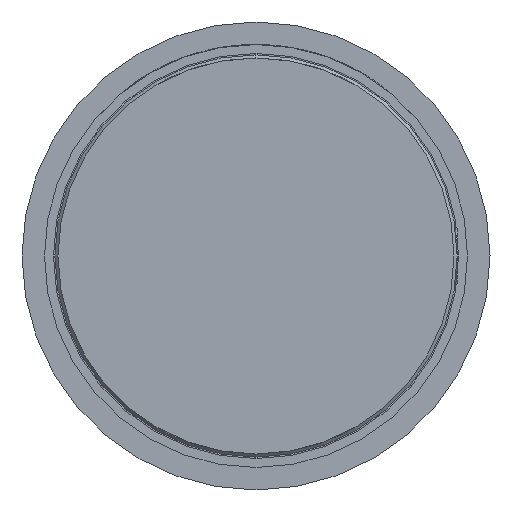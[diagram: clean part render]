
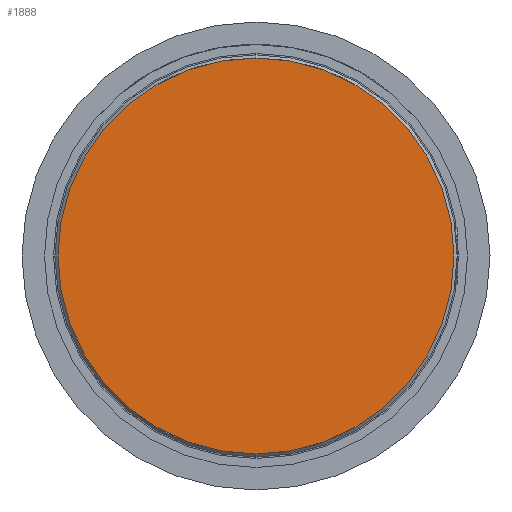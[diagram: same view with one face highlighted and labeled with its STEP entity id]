
A CAD part, front view. The second image highlights one B-rep face of the part: STEP entity #1888.
In plain terms, the highlighted planar face has unit normal (0, -1, 0).
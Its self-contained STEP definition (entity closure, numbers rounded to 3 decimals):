
#288 = CARTESIAN_POINT ( 'NONE',  ( 0., 0., 0. ) ) ;
#717 = CARTESIAN_POINT ( 'NONE',  ( 0., 0., -1.9 ) ) ;
#1291 = DIRECTION ( 'NONE',  ( 1., 0., 0. ) ) ;
#1404 = ORIENTED_EDGE ( 'NONE', *, *, #2090, .T. ) ;
#1439 = CARTESIAN_POINT ( 'NONE',  ( 0., 0., 0. ) ) ;
#1482 = DIRECTION ( 'NONE',  ( -1., 0., 0. ) ) ;
#1493 = AXIS2_PLACEMENT_3D ( 'NONE', #288, #3229, #6323 ) ;
#1888 = ADVANCED_FACE ( 'Defeature ausgef�hrt1_1', ( #3708 ), #5727, .F. ) ;
#2090 = EDGE_CURVE ( 'Defeature ausgef�hrt1_1+Defeature ausgef�hrt1_8+Defeature ausgef�hrt1_8+Defeature ausgef�hrt1_8', #4925, #3278, #2541, .T. ) ;
#2251 = DIRECTION ( 'NONE',  ( 0., 1., 0. ) ) ;
#2541 = CIRCLE ( 'NONE', #3047, 2.2 ) ;
#3047 = AXIS2_PLACEMENT_3D ( 'NONE', #1439, #6446, #1482 ) ;
#3229 = DIRECTION ( 'NONE',  ( 0., -1., 0. ) ) ;
#3278 = VERTEX_POINT ( 'NONE', #3998 ) ;
#3542 = ORIENTED_EDGE ( 'NONE', *, *, #5156, .T. ) ;
#3708 = FACE_OUTER_BOUND ( 'NONE', #5198, .T. ) ;
#3917 = CIRCLE ( 'NONE', #1493, 2.2 ) ;
#3998 = CARTESIAN_POINT ( 'NONE',  ( 2.2, 0., 0. ) ) ;
#4301 = AXIS2_PLACEMENT_3D ( 'NONE', #717, #2251, #1291 ) ;
#4925 = VERTEX_POINT ( 'NONE', #5399 ) ;
#5156 = EDGE_CURVE ( 'Defeature ausgef�hrt1_1+Defeature ausgef�hrt1_8+Defeature ausgef�hrt1_8+Defeature ausgef�hrt1_8', #3278, #4925, #3917, .T. ) ;
#5198 = EDGE_LOOP ( 'NONE', ( #1404, #3542 ) ) ;
#5399 = CARTESIAN_POINT ( 'NONE',  ( -2.2, 0., 0. ) ) ;
#5727 = PLANE ( 'NONE',  #4301 ) ;
#6323 = DIRECTION ( 'NONE',  ( -1., 0., 0. ) ) ;
#6446 = DIRECTION ( 'NONE',  ( 0., -1., 0. ) ) ;
